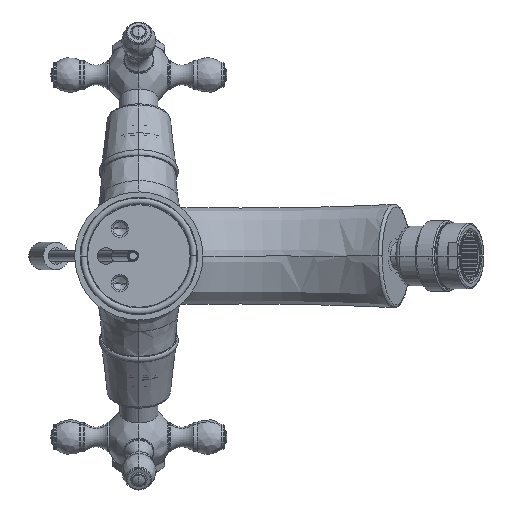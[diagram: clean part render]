
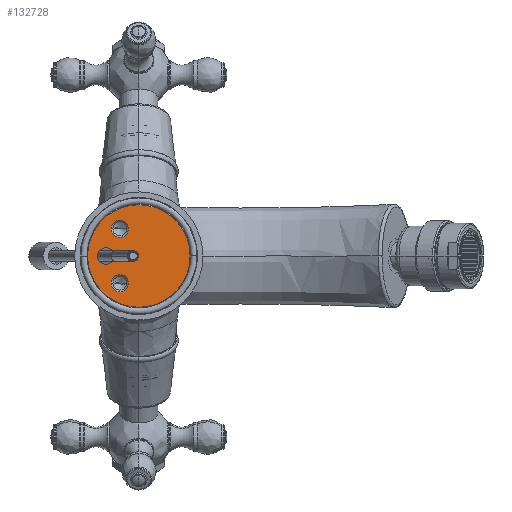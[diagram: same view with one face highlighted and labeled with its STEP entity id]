
A CAD part, front view. The second image highlights one B-rep face of the part: STEP entity #132728.
In plain terms, the highlighted planar face has unit normal (0, -1, 0).
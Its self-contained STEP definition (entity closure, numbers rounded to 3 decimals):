
#131362=CARTESIAN_POINT('',(0.,0.,0.));
#131363=DIRECTION('',(0.,1.,0.));
#131364=DIRECTION('',(1.,0.,0.));
#131365=AXIS2_PLACEMENT_3D('',#131362,#131363,#131364);
#131367=CARTESIAN_POINT('',(0.,0.,0.));
#131368=DIRECTION('',(0.,1.,0.));
#131369=DIRECTION('',(0.,0.,-1.));
#131370=AXIS2_PLACEMENT_3D('',#131367,#131368,#131369);
#131372=CARTESIAN_POINT('',(0.,0.,0.));
#131373=DIRECTION('',(0.,1.,0.));
#131374=DIRECTION('',(-1.,0.,0.));
#131375=AXIS2_PLACEMENT_3D('',#131372,#131373,#131374);
#131377=CARTESIAN_POINT('',(-8.846,0.,0.));
#131378=CARTESIAN_POINT('',(-8.846,0.,
0.354));
#131379=CARTESIAN_POINT('',(-8.981,0.,
1.117));
#131380=CARTESIAN_POINT('',(-9.701,0.,
2.185));
#131381=CARTESIAN_POINT('',(-10.833,0.,
2.872));
#131382=CARTESIAN_POINT('',(-12.,0.,
3.064));
#131383=CARTESIAN_POINT('',(-13.167,0.,
2.872));
#131384=CARTESIAN_POINT('',(-14.299,0.,
2.185));
#131385=CARTESIAN_POINT('',(-15.019,0.,
1.117));
#131386=CARTESIAN_POINT('',(-15.154,0.,
0.354));
#131387=CARTESIAN_POINT('',(-15.154,0.,
0.));
#131389=CARTESIAN_POINT('',(-15.154,0.,
0.));
#131390=CARTESIAN_POINT('',(-15.154,0.,
-0.354));
#131391=CARTESIAN_POINT('',(-15.019,0.,
-1.117));
#131392=CARTESIAN_POINT('',(-14.299,0.,
-2.185));
#131393=CARTESIAN_POINT('',(-13.167,0.,
-2.872));
#131394=CARTESIAN_POINT('',(-12.,0.,
-3.064));
#131395=CARTESIAN_POINT('',(-10.833,0.,
-2.872));
#131396=CARTESIAN_POINT('',(-9.701,0.,
-2.185));
#131397=CARTESIAN_POINT('',(-8.981,0.,
-1.117));
#131398=CARTESIAN_POINT('',(-8.846,0.,
-0.354));
#131399=CARTESIAN_POINT('',(-8.846,0.,
0.));
#131401=CARTESIAN_POINT('',(-7.,0.,10.));
#131402=DIRECTION('',(0.,-1.,0.));
#131403=DIRECTION('',(-1.,0.,0.));
#131404=AXIS2_PLACEMENT_3D('',#131401,#131402,#131403);
#131406=CARTESIAN_POINT('',(-7.,0.,10.));
#131407=DIRECTION('',(0.,-1.,0.));
#131408=DIRECTION('',(0.,0.,-1.));
#131409=AXIS2_PLACEMENT_3D('',#131406,#131407,#131408);
#131411=CARTESIAN_POINT('',(-7.,0.,10.));
#131412=DIRECTION('',(0.,-1.,0.));
#131413=DIRECTION('',(1.,0.,0.));
#131414=AXIS2_PLACEMENT_3D('',#131411,#131412,#131413);
#131416=CARTESIAN_POINT('',(-7.,0.,-10.));
#131417=DIRECTION('',(0.,-1.,0.));
#131418=DIRECTION('',(-1.,0.,0.));
#131419=AXIS2_PLACEMENT_3D('',#131416,#131417,#131418);
#131421=CARTESIAN_POINT('',(-7.,0.,-10.));
#131422=DIRECTION('',(0.,-1.,0.));
#131423=DIRECTION('',(0.,0.,-1.));
#131424=AXIS2_PLACEMENT_3D('',#131421,#131422,#131423);
#131426=CARTESIAN_POINT('',(-7.,0.,-10.));
#131427=DIRECTION('',(0.,-1.,0.));
#131428=DIRECTION('',(1.,0.,0.));
#131429=AXIS2_PLACEMENT_3D('',#131426,#131427,#131428);
#132057=CARTESIAN_POINT('',(-8.846,0.,0.));
#132058=VERTEX_POINT('',#132057);
#132059=CARTESIAN_POINT('',(-15.154,0.,0.));
#132060=VERTEX_POINT('',#132059);
#132064=CARTESIAN_POINT('',(-10.2,0.,10.));
#132065=CARTESIAN_POINT('',(-7.,0.,6.8));
#132066=VERTEX_POINT('',#132064);
#132067=VERTEX_POINT('',#132065);
#132068=CARTESIAN_POINT('',(-3.8,0.,10.));
#132069=VERTEX_POINT('',#132068);
#132070=CARTESIAN_POINT('',(-10.2,0.,-10.));
#132071=CARTESIAN_POINT('',(-7.,0.,-13.2));
#132072=VERTEX_POINT('',#132070);
#132073=VERTEX_POINT('',#132071);
#132074=CARTESIAN_POINT('',(-3.8,0.,-10.));
#132075=VERTEX_POINT('',#132074);
#132076=CARTESIAN_POINT('',(18.8,0.,0.));
#132077=CARTESIAN_POINT('',(0.,0.,-18.8));
#132078=VERTEX_POINT('',#132076);
#132079=VERTEX_POINT('',#132077);
#132080=CARTESIAN_POINT('',(-18.8,0.,0.));
#132081=VERTEX_POINT('',#132080);
#132696=CARTESIAN_POINT('',(0.,0.,0.012));
#132697=DIRECTION('',(0.,1.,0.));
#132698=DIRECTION('',(1.,0.,0.));
#132699=AXIS2_PLACEMENT_3D('',#132696,#132697,#132698);
#132700=PLANE('',#132699);
#132702=ORIENTED_EDGE('',*,*,#132701,.T.);
#132704=ORIENTED_EDGE('',*,*,#132703,.T.);
#132705=ORIENTED_EDGE('',*,*,#132686,.T.);
#132706=EDGE_LOOP('',(#132702,#132704,#132705));
#132707=FACE_OUTER_BOUND('',#132706,.F.);
#132708=ORIENTED_EDGE('',*,*,#132359,.T.);
#132709=ORIENTED_EDGE('',*,*,#132374,.T.);
#132710=EDGE_LOOP('',(#132708,#132709));
#132711=FACE_BOUND('',#132710,.F.);
#132713=ORIENTED_EDGE('',*,*,#132712,.T.);
#132715=ORIENTED_EDGE('',*,*,#132714,.T.);
#132717=ORIENTED_EDGE('',*,*,#132716,.T.);
#132718=EDGE_LOOP('',(#132713,#132715,#132717));
#132719=FACE_BOUND('',#132718,.F.);
#132721=ORIENTED_EDGE('',*,*,#132720,.T.);
#132723=ORIENTED_EDGE('',*,*,#132722,.T.);
#132725=ORIENTED_EDGE('',*,*,#132724,.T.);
#132726=EDGE_LOOP('',(#132721,#132723,#132725));
#132727=FACE_BOUND('',#132726,.F.);
#131366=CIRCLE('',#131365,18.8);
#131371=CIRCLE('',#131370,18.8);
#131376=CIRCLE('',#131375,18.8);
#131388=B_SPLINE_CURVE_WITH_KNOTS('',3,(#131377,#131378,#131379,#131380,#131381,
#131382,#131383,#131384,#131385,#131386,#131387),.UNSPECIFIED.,.F.,.F.,(4,1,1,1,
1,1,1,1,4),(0.,0.125,0.25,0.375,0.5,0.625,0.75,0.875,1.),
.UNSPECIFIED.);
#131400=B_SPLINE_CURVE_WITH_KNOTS('',3,(#131389,#131390,#131391,#131392,#131393,
#131394,#131395,#131396,#131397,#131398,#131399),.UNSPECIFIED.,.F.,.F.,(4,1,1,1,
1,1,1,1,4),(0.,0.125,0.25,0.375,0.5,0.625,0.75,0.875,1.),
.UNSPECIFIED.);
#131405=CIRCLE('',#131404,3.2);
#131410=CIRCLE('',#131409,3.2);
#131415=CIRCLE('',#131414,3.2);
#131420=CIRCLE('',#131419,3.2);
#131425=CIRCLE('',#131424,3.2);
#131430=CIRCLE('',#131429,3.2);
#132359=EDGE_CURVE('',#132058,#132060,#131388,.T.);
#132374=EDGE_CURVE('',#132060,#132058,#131400,.T.);
#132686=EDGE_CURVE('',#132081,#132078,#131376,.T.);
#132701=EDGE_CURVE('',#132078,#132079,#131366,.T.);
#132703=EDGE_CURVE('',#132079,#132081,#131371,.T.);
#132712=EDGE_CURVE('',#132066,#132067,#131405,.T.);
#132714=EDGE_CURVE('',#132067,#132069,#131410,.T.);
#132716=EDGE_CURVE('',#132069,#132066,#131415,.T.);
#132720=EDGE_CURVE('',#132072,#132073,#131420,.T.);
#132722=EDGE_CURVE('',#132073,#132075,#131425,.T.);
#132724=EDGE_CURVE('',#132075,#132072,#131430,.T.);
#132728=ADVANCED_FACE('',(#132707,#132711,#132719,#132727),#132700,.F.);
